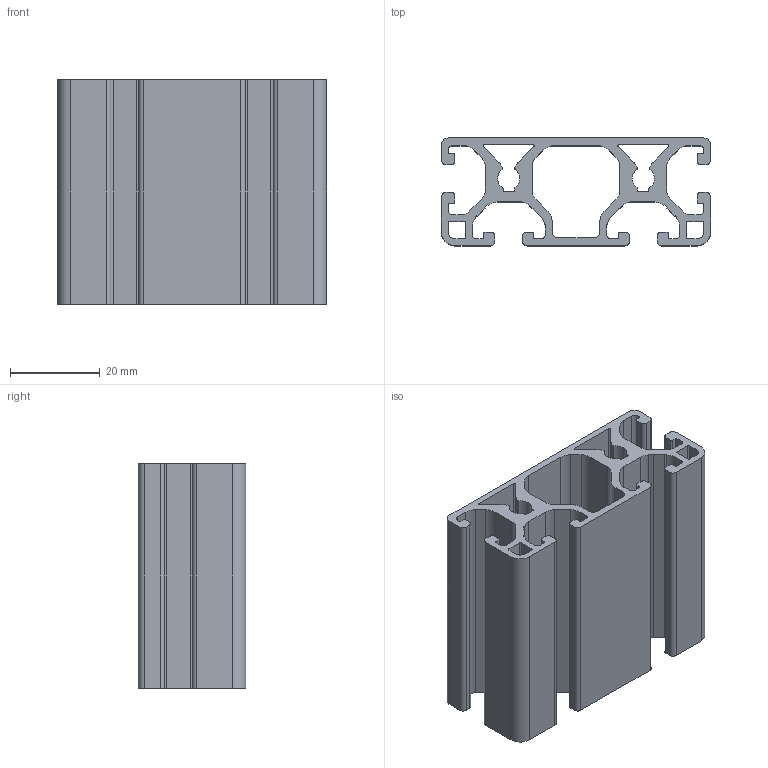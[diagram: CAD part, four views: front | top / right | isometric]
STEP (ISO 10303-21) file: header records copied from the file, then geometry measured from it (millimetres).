
FILE_DESCRIPTION (( 'STEP AP214' ), '1' );
FILE_NAME ('BASE06E0069-Profilé 6 60x24 léger.step', '2023-03-24T09:36:40', ( 'Altae' ), ( '' ), 'SwSTEP 2.0', 'SolidWorks 2021', '' );
FILE_SCHEMA (( 'AUTOMOTIVE_DESIGN' ));
Length unit declared in the file: millimetre
Products named in the file (1): BASE06E0069-Profilé 6 60x24 léger
Bounding box: 60 x 24 x 50 mm (x, y, z)
Volume: 25180.2 mm3; surface area: 25455.9 mm2
Topology: 1 solids, 1 shells, 213 faces, 633 edges, 422 vertices
Faces by surface type: cylinder 111, plane 102
Entity records: 7263 total; most frequent: DIRECTION 1283, CARTESIAN_POINT 1269, ORIENTED_EDGE 1266, EDGE_CURVE 633, AXIS2_PLACEMENT_3D 436, VERTEX_POINT 422, LINE 411, VECTOR 411
